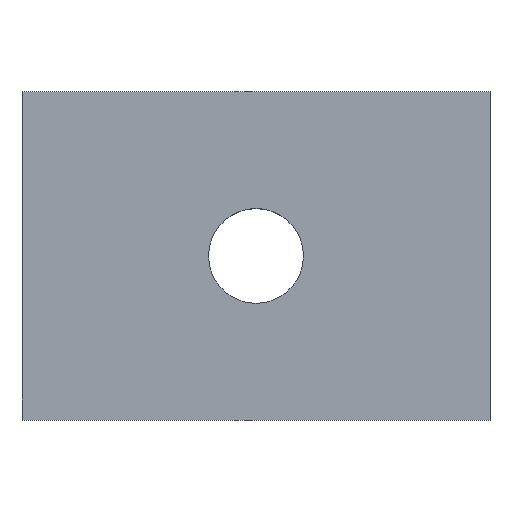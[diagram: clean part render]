
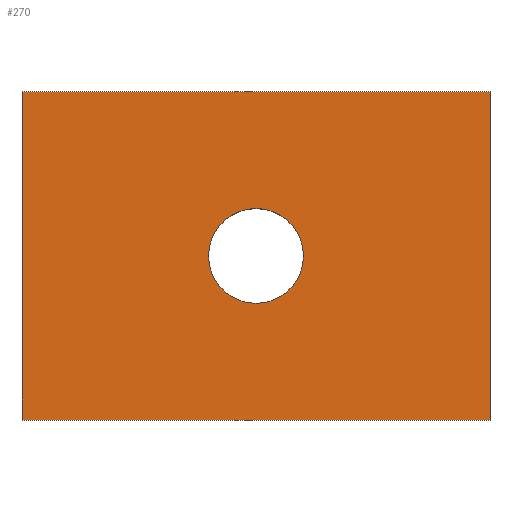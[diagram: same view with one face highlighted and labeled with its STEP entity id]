
A CAD part, top view. The second image highlights one B-rep face of the part: STEP entity #270.
In plain terms, the highlighted planar face has unit normal (0, 0, 1).
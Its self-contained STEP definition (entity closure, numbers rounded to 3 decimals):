
#105=CARTESIAN_POINT('',(3.324,0.0,6.));
#106=VERTEX_POINT('',#105);
#107=CARTESIAN_POINT('',(0.0,0.0,6.));
#108=DIRECTION('',(0.0,0.0,-1.0));
#109=DIRECTION('',(1.0,0.0,0.0));
#110=AXIS2_PLACEMENT_3D('',#107,#108,#109);
#111=CIRCLE('',#110,3.324);
#112=EDGE_CURVE('',#106,#106,#111,.T.);
#122=CARTESIAN_POINT('',(-16.4,-11.5,6.));
#123=VERTEX_POINT('',#122);
#124=CARTESIAN_POINT('',(-16.4,11.5,6.));
#125=VERTEX_POINT('',#124);
#126=CARTESIAN_POINT('',(-16.4,-11.5,6.));
#127=DIRECTION('',(0.0,1.0,0.0));
#128=VECTOR('',#127,23.);
#129=LINE('',#126,#128);
#130=EDGE_CURVE('',#123,#125,#129,.T.);
#162=CARTESIAN_POINT('',(16.4,11.5,6.));
#163=VERTEX_POINT('',#162);
#164=CARTESIAN_POINT('',(-16.4,11.5,6.));
#165=DIRECTION('',(1.0,0.0,0.0));
#166=VECTOR('',#165,32.8);
#167=LINE('',#164,#166);
#168=EDGE_CURVE('',#125,#163,#167,.T.);
#193=CARTESIAN_POINT('',(16.4,-11.5,6.));
#194=VERTEX_POINT('',#193);
#195=CARTESIAN_POINT('',(16.4,11.5,6.));
#196=DIRECTION('',(0.0,-1.0,0.0));
#197=VECTOR('',#196,23.0);
#198=LINE('',#195,#197);
#199=EDGE_CURVE('',#163,#194,#198,.T.);
#224=CARTESIAN_POINT('',(16.4,-11.5,6.));
#225=DIRECTION('',(-1.0,0.0,0.0));
#226=VECTOR('',#225,32.8);
#227=LINE('',#224,#226);
#228=EDGE_CURVE('',#194,#123,#227,.T.);
#256=CARTESIAN_POINT('',(0.,0.,6.));
#257=DIRECTION('',(0.0,0.0,1.0));
#258=DIRECTION('',(1.0,0.0,0.0));
#259=AXIS2_PLACEMENT_3D('',#256,#257,#258);
#260=PLANE('',#259);
#261=ORIENTED_EDGE('',*,*,#130,.F.);
#262=ORIENTED_EDGE('',*,*,#228,.F.);
#263=ORIENTED_EDGE('',*,*,#199,.F.);
#264=ORIENTED_EDGE('',*,*,#168,.F.);
#265=EDGE_LOOP('',(#261,#262,#263,#264));
#266=FACE_OUTER_BOUND('',#265,.T.);
#267=ORIENTED_EDGE('',*,*,#112,.T.);
#268=EDGE_LOOP('',(#267));
#269=FACE_BOUND('',#268,.T.);
#270=ADVANCED_FACE('',(#266,#269),#260,.T.);
